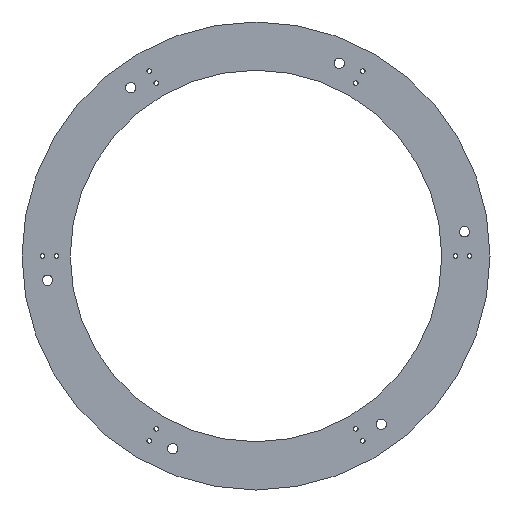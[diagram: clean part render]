
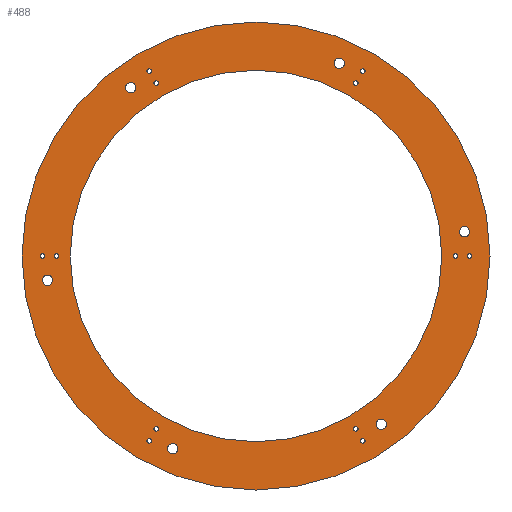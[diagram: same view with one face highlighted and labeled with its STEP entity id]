
A CAD part, front view. The second image highlights one B-rep face of the part: STEP entity #488.
In plain terms, the highlighted planar face has unit normal (0, -1, 0).
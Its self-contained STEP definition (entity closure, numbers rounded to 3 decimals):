
#42=FACE_BOUND('',#126,.T.);
#43=FACE_BOUND('',#127,.T.);
#44=FACE_BOUND('',#128,.T.);
#45=FACE_BOUND('',#129,.T.);
#46=FACE_BOUND('',#130,.T.);
#47=FACE_BOUND('',#131,.T.);
#48=FACE_BOUND('',#132,.T.);
#49=FACE_BOUND('',#133,.T.);
#50=FACE_BOUND('',#134,.T.);
#51=FACE_BOUND('',#135,.T.);
#52=FACE_BOUND('',#136,.T.);
#53=FACE_BOUND('',#137,.T.);
#54=FACE_BOUND('',#138,.T.);
#55=FACE_BOUND('',#139,.T.);
#56=FACE_BOUND('',#140,.T.);
#57=FACE_BOUND('',#141,.T.);
#58=FACE_BOUND('',#142,.T.);
#59=FACE_BOUND('',#143,.T.);
#60=FACE_BOUND('',#144,.T.);
#62=PLANE('',#573);
#84=FACE_OUTER_BOUND('',#125,.T.);
#125=EDGE_LOOP('',(#427));
#126=EDGE_LOOP('',(#428));
#127=EDGE_LOOP('',(#429));
#128=EDGE_LOOP('',(#430));
#129=EDGE_LOOP('',(#431));
#130=EDGE_LOOP('',(#432));
#131=EDGE_LOOP('',(#433));
#132=EDGE_LOOP('',(#434));
#133=EDGE_LOOP('',(#435));
#134=EDGE_LOOP('',(#436));
#135=EDGE_LOOP('',(#437));
#136=EDGE_LOOP('',(#438));
#137=EDGE_LOOP('',(#439));
#138=EDGE_LOOP('',(#440));
#139=EDGE_LOOP('',(#441));
#140=EDGE_LOOP('',(#442));
#141=EDGE_LOOP('',(#443));
#142=EDGE_LOOP('',(#444));
#143=EDGE_LOOP('',(#445));
#144=EDGE_LOOP('',(#446));
#185=CIRCLE('',#513,2.45);
#187=CIRCLE('',#516,2.45);
#189=CIRCLE('',#519,5.5);
#191=CIRCLE('',#522,2.45);
#193=CIRCLE('',#525,2.45);
#195=CIRCLE('',#528,5.5);
#197=CIRCLE('',#531,2.45);
#199=CIRCLE('',#534,2.45);
#201=CIRCLE('',#537,5.5);
#203=CIRCLE('',#540,2.45);
#205=CIRCLE('',#543,2.45);
#207=CIRCLE('',#546,5.5);
#209=CIRCLE('',#549,2.45);
#211=CIRCLE('',#552,2.45);
#213=CIRCLE('',#555,5.5);
#215=CIRCLE('',#558,5.5);
#217=CIRCLE('',#561,2.45);
#219=CIRCLE('',#564,2.45);
#221=CIRCLE('',#567,200.);
#224=CIRCLE('',#571,252.);
#227=VERTEX_POINT('',#728);
#229=VERTEX_POINT('',#734);
#231=VERTEX_POINT('',#740);
#233=VERTEX_POINT('',#746);
#235=VERTEX_POINT('',#752);
#237=VERTEX_POINT('',#758);
#239=VERTEX_POINT('',#764);
#241=VERTEX_POINT('',#770);
#243=VERTEX_POINT('',#776);
#245=VERTEX_POINT('',#782);
#247=VERTEX_POINT('',#788);
#249=VERTEX_POINT('',#794);
#251=VERTEX_POINT('',#800);
#253=VERTEX_POINT('',#806);
#255=VERTEX_POINT('',#812);
#257=VERTEX_POINT('',#818);
#259=VERTEX_POINT('',#824);
#261=VERTEX_POINT('',#830);
#263=VERTEX_POINT('',#836);
#266=VERTEX_POINT('',#844);
#267=EDGE_CURVE('',#227,#227,#185,.T.);
#270=EDGE_CURVE('',#229,#229,#187,.T.);
#273=EDGE_CURVE('',#231,#231,#189,.T.);
#276=EDGE_CURVE('',#233,#233,#191,.T.);
#279=EDGE_CURVE('',#235,#235,#193,.T.);
#282=EDGE_CURVE('',#237,#237,#195,.T.);
#285=EDGE_CURVE('',#239,#239,#197,.T.);
#288=EDGE_CURVE('',#241,#241,#199,.T.);
#291=EDGE_CURVE('',#243,#243,#201,.T.);
#294=EDGE_CURVE('',#245,#245,#203,.T.);
#297=EDGE_CURVE('',#247,#247,#205,.T.);
#300=EDGE_CURVE('',#249,#249,#207,.T.);
#303=EDGE_CURVE('',#251,#251,#209,.T.);
#306=EDGE_CURVE('',#253,#253,#211,.T.);
#309=EDGE_CURVE('',#255,#255,#213,.T.);
#312=EDGE_CURVE('',#257,#257,#215,.T.);
#315=EDGE_CURVE('',#259,#259,#217,.T.);
#318=EDGE_CURVE('',#261,#261,#219,.T.);
#321=EDGE_CURVE('',#263,#263,#221,.T.);
#326=EDGE_CURVE('',#266,#266,#224,.T.);
#427=ORIENTED_EDGE('',*,*,#326,.F.);
#428=ORIENTED_EDGE('',*,*,#267,.T.);
#429=ORIENTED_EDGE('',*,*,#270,.T.);
#430=ORIENTED_EDGE('',*,*,#273,.T.);
#431=ORIENTED_EDGE('',*,*,#276,.T.);
#432=ORIENTED_EDGE('',*,*,#279,.T.);
#433=ORIENTED_EDGE('',*,*,#282,.T.);
#434=ORIENTED_EDGE('',*,*,#285,.T.);
#435=ORIENTED_EDGE('',*,*,#288,.T.);
#436=ORIENTED_EDGE('',*,*,#291,.T.);
#437=ORIENTED_EDGE('',*,*,#294,.T.);
#438=ORIENTED_EDGE('',*,*,#297,.T.);
#439=ORIENTED_EDGE('',*,*,#300,.T.);
#440=ORIENTED_EDGE('',*,*,#303,.T.);
#441=ORIENTED_EDGE('',*,*,#306,.T.);
#442=ORIENTED_EDGE('',*,*,#309,.T.);
#443=ORIENTED_EDGE('',*,*,#312,.T.);
#444=ORIENTED_EDGE('',*,*,#315,.T.);
#445=ORIENTED_EDGE('',*,*,#318,.T.);
#446=ORIENTED_EDGE('',*,*,#321,.T.);
#488=ADVANCED_FACE('',(#84,#42,#43,#44,#45,#46,#47,#48,#49,#50,#51,#52,
#53,#54,#55,#56,#57,#58,#59,#60),#62,.F.);
#513=AXIS2_PLACEMENT_3D('',#729,#580,#581);
#516=AXIS2_PLACEMENT_3D('',#735,#587,#588);
#519=AXIS2_PLACEMENT_3D('',#741,#594,#595);
#522=AXIS2_PLACEMENT_3D('',#747,#601,#602);
#525=AXIS2_PLACEMENT_3D('',#753,#608,#609);
#528=AXIS2_PLACEMENT_3D('',#759,#615,#616);
#531=AXIS2_PLACEMENT_3D('',#765,#622,#623);
#534=AXIS2_PLACEMENT_3D('',#771,#629,#630);
#537=AXIS2_PLACEMENT_3D('',#777,#636,#637);
#540=AXIS2_PLACEMENT_3D('',#783,#643,#644);
#543=AXIS2_PLACEMENT_3D('',#789,#650,#651);
#546=AXIS2_PLACEMENT_3D('',#795,#657,#658);
#549=AXIS2_PLACEMENT_3D('',#801,#664,#665);
#552=AXIS2_PLACEMENT_3D('',#807,#671,#672);
#555=AXIS2_PLACEMENT_3D('',#813,#678,#679);
#558=AXIS2_PLACEMENT_3D('',#819,#685,#686);
#561=AXIS2_PLACEMENT_3D('',#825,#692,#693);
#564=AXIS2_PLACEMENT_3D('',#831,#699,#700);
#567=AXIS2_PLACEMENT_3D('',#837,#706,#707);
#571=AXIS2_PLACEMENT_3D('',#846,#716,#717);
#573=AXIS2_PLACEMENT_3D('',#848,#720,#721);
#580=DIRECTION('center_axis',(0.,1.,0.));
#581=DIRECTION('ref_axis',(-0.5,0.,-0.866));
#587=DIRECTION('center_axis',(0.,1.,0.));
#588=DIRECTION('ref_axis',(-0.5,0.,-0.866));
#594=DIRECTION('center_axis',(0.,1.,0.));
#595=DIRECTION('ref_axis',(-0.5,0.,-0.866));
#601=DIRECTION('center_axis',(0.,1.,0.));
#602=DIRECTION('ref_axis',(0.5,0.,-0.866));
#608=DIRECTION('center_axis',(0.,1.,0.));
#609=DIRECTION('ref_axis',(0.5,0.,-0.866));
#615=DIRECTION('center_axis',(0.,1.,0.));
#616=DIRECTION('ref_axis',(0.5,0.,-0.866));
#622=DIRECTION('center_axis',(0.,1.,0.));
#623=DIRECTION('ref_axis',(1.,0.,0.));
#629=DIRECTION('center_axis',(0.,1.,0.));
#630=DIRECTION('ref_axis',(1.,0.,0.));
#636=DIRECTION('center_axis',(0.,1.,0.));
#637=DIRECTION('ref_axis',(1.,0.,0.));
#643=DIRECTION('center_axis',(0.,1.,0.));
#644=DIRECTION('ref_axis',(0.5,0.,0.866));
#650=DIRECTION('center_axis',(0.,1.,0.));
#651=DIRECTION('ref_axis',(0.5,0.,0.866));
#657=DIRECTION('center_axis',(0.,1.,0.));
#658=DIRECTION('ref_axis',(0.5,0.,0.866));
#664=DIRECTION('center_axis',(0.,1.,0.));
#665=DIRECTION('ref_axis',(-0.5,0.,0.866));
#671=DIRECTION('center_axis',(0.,1.,0.));
#672=DIRECTION('ref_axis',(-0.5,0.,0.866));
#678=DIRECTION('center_axis',(0.,1.,0.));
#679=DIRECTION('ref_axis',(-0.5,0.,0.866));
#685=DIRECTION('center_axis',(0.,1.,0.));
#686=DIRECTION('ref_axis',(-1.,0.,0.));
#692=DIRECTION('center_axis',(0.,1.,0.));
#693=DIRECTION('ref_axis',(-1.,0.,0.));
#699=DIRECTION('center_axis',(0.,1.,0.));
#700=DIRECTION('ref_axis',(-1.,0.,0.));
#706=DIRECTION('center_axis',(0.,1.,0.));
#707=DIRECTION('ref_axis',(1.,0.,0.));
#716=DIRECTION('center_axis',(0.,1.,0.));
#717=DIRECTION('ref_axis',(-1.,0.,0.));
#720=DIRECTION('center_axis',(0.,1.,0.));
#721=DIRECTION('ref_axis',(0.,0.,1.));
#728=CARTESIAN_POINT('',(116.225,0.,201.308));
#729=CARTESIAN_POINT('Origin',(115.,0.,199.186));
#734=CARTESIAN_POINT('',(108.725,0.,188.317));
#735=CARTESIAN_POINT('Origin',(107.5,0.,186.195));
#740=CARTESIAN_POINT('',(92.388,0.,212.227));
#741=CARTESIAN_POINT('Origin',(89.638,0.,207.463));
#746=CARTESIAN_POINT('',(-116.225,0.,201.308));
#747=CARTESIAN_POINT('Origin',(-115.,0.,199.186));
#752=CARTESIAN_POINT('',(-108.725,0.,188.317));
#753=CARTESIAN_POINT('Origin',(-107.5,0.,186.195));
#758=CARTESIAN_POINT('',(-137.6,0.,186.123));
#759=CARTESIAN_POINT('Origin',(-134.85,0.,181.36));
#764=CARTESIAN_POINT('',(-232.45,0.,0.));
#765=CARTESIAN_POINT('Origin',(-230.,0.,0.));
#770=CARTESIAN_POINT('',(-217.45,0.,0.));
#771=CARTESIAN_POINT('Origin',(-215.,0.,0.));
#776=CARTESIAN_POINT('',(-229.987,0.,-26.103));
#777=CARTESIAN_POINT('Origin',(-224.487,0.,-26.103));
#782=CARTESIAN_POINT('',(-116.225,0.,-201.308));
#783=CARTESIAN_POINT('Origin',(-115.,0.,-199.186));
#788=CARTESIAN_POINT('',(-108.725,0.,-188.317));
#789=CARTESIAN_POINT('Origin',(-107.5,0.,-186.195));
#794=CARTESIAN_POINT('',(-92.388,0.,-212.227));
#795=CARTESIAN_POINT('Origin',(-89.638,0.,-207.463));
#800=CARTESIAN_POINT('',(116.225,0.,-201.308));
#801=CARTESIAN_POINT('Origin',(115.,0.,-199.186));
#806=CARTESIAN_POINT('',(108.725,0.,-188.317));
#807=CARTESIAN_POINT('Origin',(107.5,0.,-186.195));
#812=CARTESIAN_POINT('',(137.6,0.,-186.123));
#813=CARTESIAN_POINT('Origin',(134.85,0.,-181.36));
#818=CARTESIAN_POINT('',(229.987,0.,26.103));
#819=CARTESIAN_POINT('Origin',(224.487,0.,26.103));
#824=CARTESIAN_POINT('',(217.45,0.,0.));
#825=CARTESIAN_POINT('Origin',(215.,0.,0.));
#830=CARTESIAN_POINT('',(232.45,0.,0.));
#831=CARTESIAN_POINT('Origin',(230.,0.,0.));
#836=CARTESIAN_POINT('',(-200.,0.,0.));
#837=CARTESIAN_POINT('Origin',(0.,0.,0.));
#844=CARTESIAN_POINT('',(252.,0.,0.));
#846=CARTESIAN_POINT('Origin',(0.,0.,0.));
#848=CARTESIAN_POINT('Origin',(0.,0.,0.));
